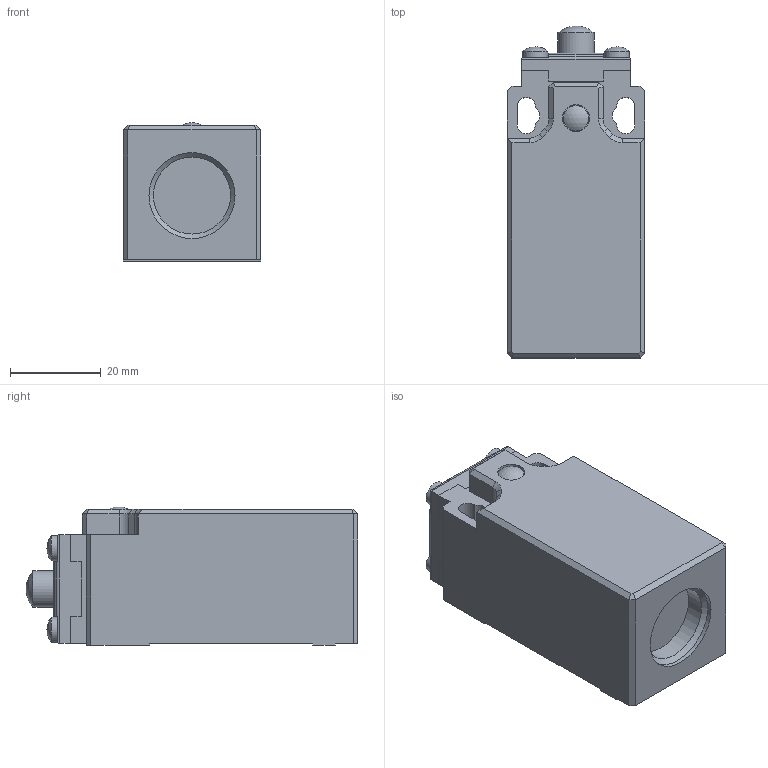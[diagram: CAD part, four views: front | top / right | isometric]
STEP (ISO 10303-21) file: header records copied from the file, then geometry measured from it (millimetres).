
FILE_DESCRIPTION(/* description */ ('STEP AP203'),/* implementation_level */ '2;1');
FILE_NAME(/* name */ 'AP1T11Z11',/* time_stamp */ '2025-05-29T09:25:26+02:00',/* author */ ('License CC BY-ND 4.0'),/* organization */ ('CADENAS'),/* preprocessor_version */ 'ST-DEVELOPER v19.3',/* originating_system */ 'PARTsolutions',/* authorisation */ ' ');
FILE_SCHEMA (('CONFIG_CONTROL_DESIGN'));
Length unit declared in the file: millimetre
Products named in the file (4): AP1T11Z11; AP1T11Z11_PART1; AP1T11Z11_PART2; AP1T11Z11_PART3
Assembly tree (3 placements, depth 2):
  AP1T11Z11
    AP1T11Z11_PART1
    AP1T11Z11_PART2
    AP1T11Z11_PART3
Bounding box: 30.3 x 73.3 x 30.57 mm (x, y, z)
Volume: 54333.7 mm3; surface area: 12674.1 mm2
Topology: 3 solids, 3 shells, 150 faces, 399 edges, 257 vertices
Faces by surface type: plane 99, cylinder 40, sphere 6, cone 5
Full cylindrical faces by diameter (mm): 5.6 x5, 6 x1, 8 x1, 8.1 x1, 17 x1, 19 x1
Entity records: 4586 total; most frequent: CARTESIAN_POINT 780, DIRECTION 772, ORIENTED_EDGE 752, EDGE_CURVE 376, LINE 288, VECTOR 288, VERTEX_POINT 250, AXIS2_PLACEMENT_3D 242
